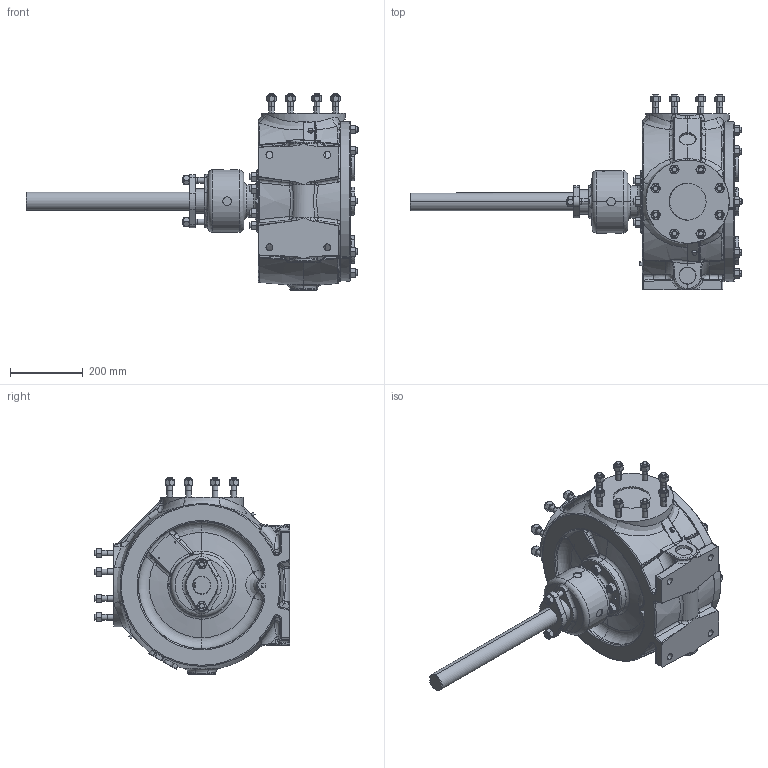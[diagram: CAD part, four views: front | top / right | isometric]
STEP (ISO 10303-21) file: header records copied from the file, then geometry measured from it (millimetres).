
FILE_DESCRIPTION (( 'STEP AP214' ), '1' );
FILE_NAME ('M34.STEP', '2016-11-17T16:48:10', ( '' ), ( '' ), 'SwSTEP 2.0', 'SolidWorks 2015', '' );
FILE_SCHEMA (( 'AUTOMOTIVE_DESIGN' ));
Length unit declared in the file: inch
Products named in the file (1): M34
Bounding box: 911.45 x 536.45 x 540.14 mm (x, y, z)
Volume: 46364078.3 mm3; surface area: 1157482.1 mm2
Topology: 1 solids, 1 shells, 1864 faces, 4337 edges, 2609 vertices
Faces by surface type: cone 586, plane 532, cylinder 351, bspline 286, torus 87, sphere 22
Entity records: 96819 total; most frequent: CARTESIAN_POINT 44800, ORIENTED_EDGE 8616, DIRECTION 7308, EDGE_CURVE 4308, AXIS2_PLACEMENT_3D 3168, VERTEX_POINT 2606, EDGE_LOOP 2052, FACE_OUTER_BOUND 1864
